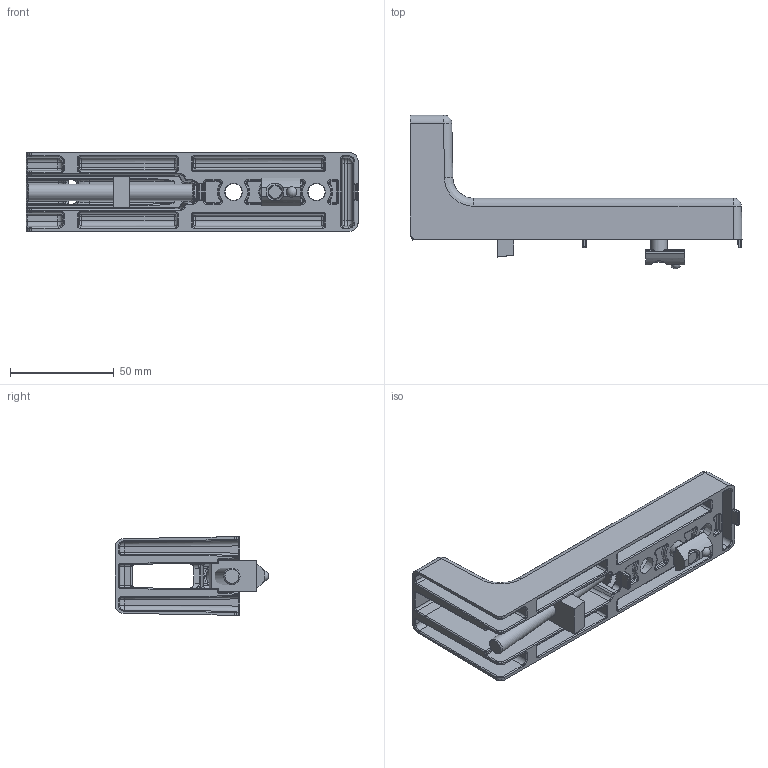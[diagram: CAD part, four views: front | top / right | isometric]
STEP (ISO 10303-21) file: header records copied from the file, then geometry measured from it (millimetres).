
FILE_DESCRIPTION (( 'STEP AP214' ), '1' );
FILE_NAME ('093b1601n08ss02.STEP', '2014-11-28T08:35:04', ( 'Admin' ), ( 'Hewlett-Packard Company' ), 'SwSTEP 2.0', 'SolidWorks 2014', '' );
FILE_SCHEMA (( 'AUTOMOTIVE_DESIGN' ));
Length unit declared in the file: millimetre
Products named in the file (10): 096028s09-1_096 028  S09; 4iso7380m0816m_4 iso 7380 m08 16 m ; 093b1601n08_093b1601n08s; 4iso7380m0880m_4 iso 7380 m08 80 m; 093b1601-01_Standard; 093b1601n08r_n08; 093b1601n08ss02; 096028s09_Standard; 340me007_Standard; 340me023_gestaucht
Assembly tree (9 placements, depth 3):
  093b1601n08ss02
    093b1601n08_093b1601n08s
      093b1601n08r_n08
      093b1601-01_Standard
      4iso7380m0880m_4 iso 7380 m08 80 m
    4iso7380m0816m_4 iso 7380 m08 16 m 
    096028s09_Standard
      096028s09-1_096 028  S09
      340me023_gestaucht
      340me007_Standard
Bounding box: 160.11 x 74.08 x 38 mm (x, y, z)
Volume: 68252.1 mm3; surface area: 48100.6 mm2
Topology: 7 solids, 7 shells, 587 faces, 1380 edges, 783 vertices
Faces by surface type: cylinder 227, bspline 146, plane 137, torus 32, cone 24, sphere 21
Full cylindrical faces by diameter (mm): 5 x1, 6.8 x2, 8 x2
Entity records: 23901 total; most frequent: CARTESIAN_POINT 11704, ORIENTED_EDGE 2618, DIRECTION 2290, EDGE_CURVE 1309, AXIS2_PLACEMENT_3D 872, VERTEX_POINT 769, EDGE_LOOP 638, FACE_OUTER_BOUND 602
